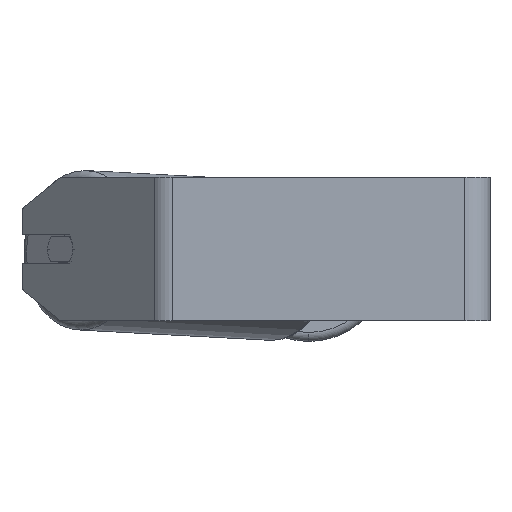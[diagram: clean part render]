
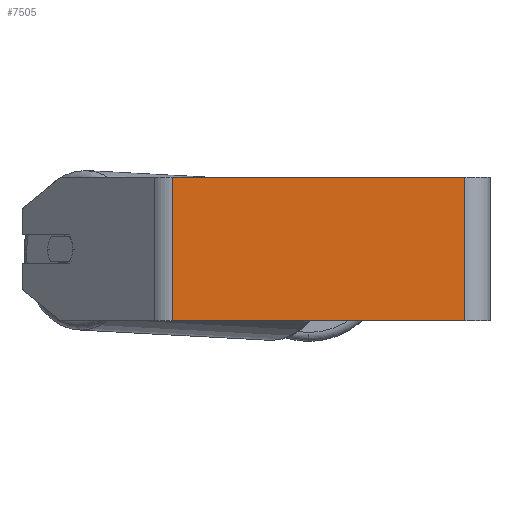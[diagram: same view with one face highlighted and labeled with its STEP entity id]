
A CAD part, left-side view. The second image highlights one B-rep face of the part: STEP entity #7505.
In plain terms, the highlighted planar face has unit normal (-1, 0, 0).
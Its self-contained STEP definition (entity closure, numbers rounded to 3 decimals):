
#391 = LINE ( 'NONE', #6307, #6165 ) ;
#1261 = DIRECTION ( 'NONE',  ( 0., -1., 0. ) ) ;
#1307 = CARTESIAN_POINT ( 'NONE',  ( -300., 182.701, 40. ) ) ;
#1344 = LINE ( 'NONE', #1307, #2584 ) ;
#1427 = VERTEX_POINT ( 'NONE', #2111 ) ;
#1509 = LINE ( 'NONE', #5974, #7089 ) ;
#1548 = VECTOR ( 'NONE', #5371, 1000. ) ;
#1824 = ORIENTED_EDGE ( 'NONE', *, *, #5065, .T. ) ;
#1971 = AXIS2_PLACEMENT_3D ( 'NONE', #5206, #4609, #2491 ) ;
#2111 = CARTESIAN_POINT ( 'NONE',  ( -300., 14., 40. ) ) ;
#2356 = DIRECTION ( 'NONE',  ( 0., -1., 0. ) ) ;
#2491 = DIRECTION ( 'NONE',  ( 0., 0., -1. ) ) ;
#2584 = VECTOR ( 'NONE', #1261, 1000. ) ;
#3616 = VERTEX_POINT ( 'NONE', #8228 ) ;
#3805 = EDGE_CURVE ( 'NONE', #1427, #3616, #1509, .T. ) ;
#4094 = DIRECTION ( 'NONE',  ( 0., 0., -1. ) ) ;
#4118 = EDGE_LOOP ( 'NONE', ( #1824, #6175, #5483, #5832 ) ) ;
#4269 = CARTESIAN_POINT ( 'NONE',  ( -300., 176.902, -40. ) ) ;
#4609 = DIRECTION ( 'NONE',  ( 1., 0., 0. ) ) ;
#4697 = CARTESIAN_POINT ( 'NONE',  ( -300., 176.902, 40. ) ) ;
#4886 = EDGE_CURVE ( 'NONE', #7521, #5363, #5329, .T. ) ;
#5065 = EDGE_CURVE ( 'NONE', #5363, #3616, #391, .T. ) ;
#5206 = CARTESIAN_POINT ( 'NONE',  ( -300., 182.701, 40. ) ) ;
#5329 = LINE ( 'NONE', #4697, #1548 ) ;
#5363 = VERTEX_POINT ( 'NONE', #4269 ) ;
#5371 = DIRECTION ( 'NONE',  ( 0., 0., -1. ) ) ;
#5401 = EDGE_CURVE ( 'NONE', #7521, #1427, #1344, .T. ) ;
#5483 = ORIENTED_EDGE ( 'NONE', *, *, #5401, .F. ) ;
#5711 = FACE_OUTER_BOUND ( 'NONE', #4118, .T. ) ;
#5763 = CARTESIAN_POINT ( 'NONE',  ( -300., 176.902, 40. ) ) ;
#5832 = ORIENTED_EDGE ( 'NONE', *, *, #4886, .T. ) ;
#5974 = CARTESIAN_POINT ( 'NONE',  ( -300., 14., 40. ) ) ;
#6165 = VECTOR ( 'NONE', #2356, 1000. ) ;
#6175 = ORIENTED_EDGE ( 'NONE', *, *, #3805, .F. ) ;
#6307 = CARTESIAN_POINT ( 'NONE',  ( -300., 182.701, -40. ) ) ;
#7089 = VECTOR ( 'NONE', #4094, 1000. ) ;
#7505 = ADVANCED_FACE ( 'NONE', ( #5711 ), #7755, .F. ) ;
#7521 = VERTEX_POINT ( 'NONE', #5763 ) ;
#7755 = PLANE ( 'NONE',  #1971 ) ;
#8228 = CARTESIAN_POINT ( 'NONE',  ( -300., 14., -40. ) ) ;
